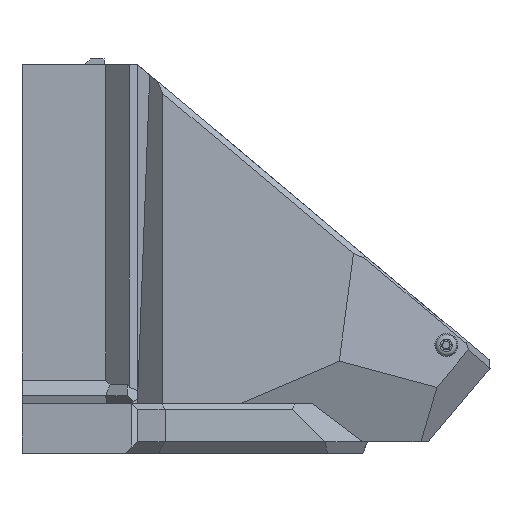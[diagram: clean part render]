
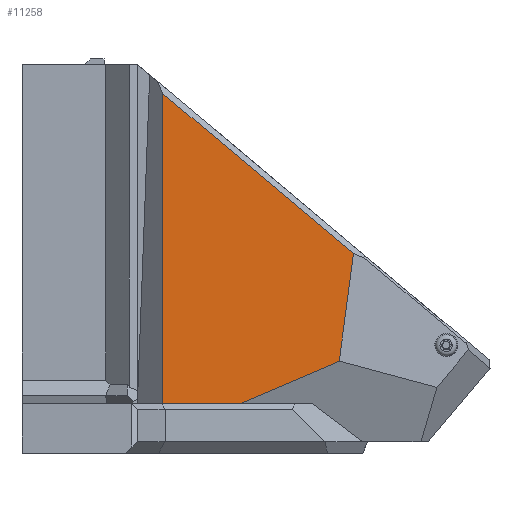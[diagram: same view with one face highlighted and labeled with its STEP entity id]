
A CAD part, left-side view. The second image highlights one B-rep face of the part: STEP entity #11258.
In plain terms, the highlighted face is planar.
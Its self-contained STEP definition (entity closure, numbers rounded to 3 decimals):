
#1214=FACE_OUTER_BOUND('',#1900,.T.);
#1900=EDGE_LOOP('',(#9042,#9043,#9044,#9045,#9046));
#2801=LINE('',#20939,#3987);
#2802=LINE('',#20942,#3988);
#2806=LINE('',#20950,#3992);
#2807=LINE('',#20952,#3993);
#2808=LINE('',#20953,#3994);
#3987=VECTOR('',#14165,10.);
#3988=VECTOR('',#14168,10.);
#3992=VECTOR('',#14174,10.);
#3993=VECTOR('',#14175,10.);
#3994=VECTOR('',#14176,10.);
#5139=VERTEX_POINT('',#20927);
#5144=VERTEX_POINT('',#20937);
#5145=VERTEX_POINT('',#20941);
#5148=VERTEX_POINT('',#20949);
#5149=VERTEX_POINT('',#20951);
#6508=EDGE_CURVE('',#5139,#5144,#2801,.F.);
#6509=EDGE_CURVE('',#5139,#5145,#2802,.T.);
#6513=EDGE_CURVE('',#5144,#5148,#2806,.T.);
#6514=EDGE_CURVE('',#5148,#5149,#2807,.T.);
#6515=EDGE_CURVE('',#5145,#5149,#2808,.T.);
#9042=ORIENTED_EDGE('',*,*,#6513,.T.);
#9043=ORIENTED_EDGE('',*,*,#6514,.T.);
#9044=ORIENTED_EDGE('',*,*,#6515,.F.);
#9045=ORIENTED_EDGE('',*,*,#6509,.F.);
#9046=ORIENTED_EDGE('',*,*,#6508,.T.);
#10706=PLANE('',#12153);
#11258=ADVANCED_FACE('',(#1214),#10706,.T.);
#12153=AXIS2_PLACEMENT_3D('',#20948,#14172,#14173);
#14165=DIRECTION('',(0.047,0.,-0.999));
#14168=DIRECTION('',(0.039,0.999,0.));
#14172=DIRECTION('center_axis',(-0.998,0.039,-0.047));
#14173=DIRECTION('ref_axis',(0.039,0.999,0.));
#14174=DIRECTION('',(-0.028,0.395,0.918));
#14175=DIRECTION('',(0.033,0.991,0.132));
#14176=DIRECTION('',(-0.061,-0.642,0.765));
#20927=CARTESIAN_POINT('',(-11.749,-107.473,53.07));
#20937=CARTESIAN_POINT('',(-12.379,-107.473,66.515));
#20939=CARTESIAN_POINT('',(-11.949,-107.473,57.343));
#20941=CARTESIAN_POINT('',(-9.627,-53.506,53.07));
#20942=CARTESIAN_POINT('',(-10.57,-77.48,53.07));
#20948=CARTESIAN_POINT('Origin',(-11.318,-78.052,68.563));
#20949=CARTESIAN_POINT('',(-12.895,-100.065,83.745));
#20950=CARTESIAN_POINT('',(-13.23,-95.251,94.942));
#20951=CARTESIAN_POINT('',(-12.275,-81.332,86.231));
#20952=CARTESIAN_POINT('',(-13.881,-129.867,79.789));
#20953=CARTESIAN_POINT('',(-11.58,-74.026,77.524));
